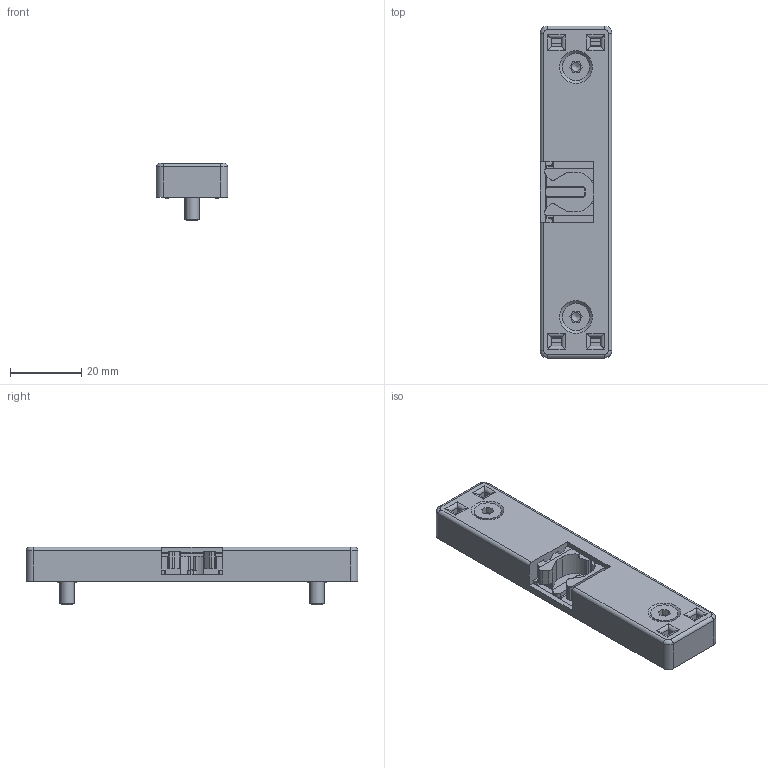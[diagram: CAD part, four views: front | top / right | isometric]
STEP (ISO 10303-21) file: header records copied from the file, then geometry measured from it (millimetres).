
FILE_DESCRIPTION(/* description */ ('STEP AP214'),/* implementation_level */ '2;1');
FILE_NAME(/* name */ '093039',/* time_stamp */ '2022-08-25T09:20:30+02:00',/* author */ ('License CC BY-ND 4.0'),/* organization */ ('CADENAS'),/* preprocessor_version */ 'ST-DEVELOPER v18.102',/* originating_system */ 'PARTsolutions',/* authorisation */ ' ');
FILE_SCHEMA (('AUTOMOTIVE_DESIGN {1 0 10303 214 3 1 1}'));
Length unit declared in the file: millimetre
Products named in the file (6): 093039; 093039-part4; 093039-part3; 093039-m6x16screw; 093039-part2; 093039-part1
Assembly tree (6 placements, depth 2):
  093039
    093039-part4
    093039-part3
    093039-m6x16screw  x2
    093039-part2
    093039-part1
Bounding box: 20 x 93 x 16.1 mm (x, y, z)
Volume: 13623.4 mm3; surface area: 14824.6 mm2
Topology: 6 solids, 6 shells, 563 faces, 1455 edges, 906 vertices
Faces by surface type: plane 244, cylinder 226, torus 50, cone 37, sphere 4, bspline 2
Full cylindrical faces by diameter (mm): 4 x2, 4.2 x2, 4.5 x2, 7.64 x2
Entity records: 16704 total; most frequent: DIRECTION 2997, CARTESIAN_POINT 2873, ORIENTED_EDGE 2772, EDGE_CURVE 1386, AXIS2_PLACEMENT_3D 1064, VERTEX_POINT 884, LINE 869, VECTOR 869
